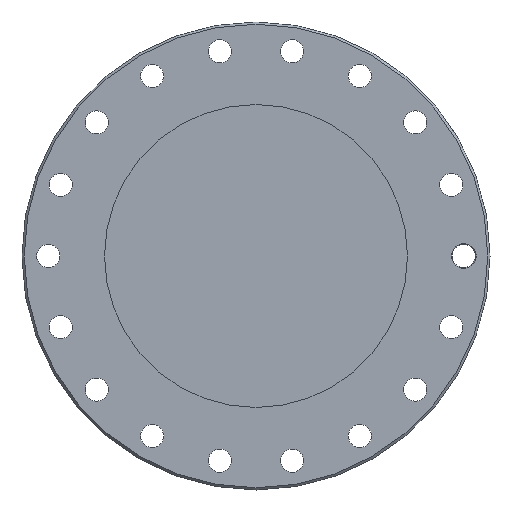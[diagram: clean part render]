
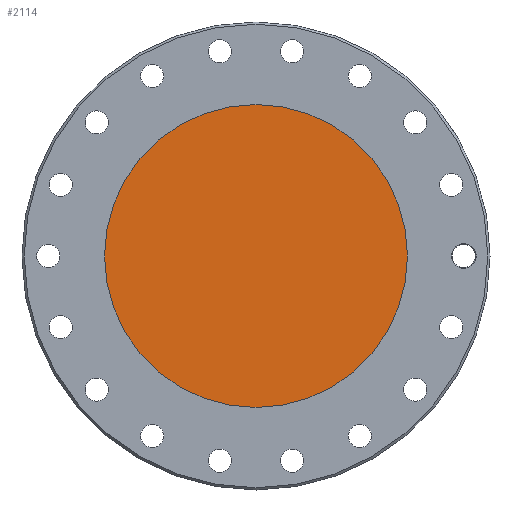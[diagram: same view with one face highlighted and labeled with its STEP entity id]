
A CAD part, front view. The second image highlights one B-rep face of the part: STEP entity #2114.
In plain terms, the highlighted planar face has unit normal (0, -1, 0).
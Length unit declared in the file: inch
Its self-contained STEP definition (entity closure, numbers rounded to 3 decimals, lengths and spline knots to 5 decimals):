
#171 = CIRCLE ( 'NONE', #2322, 2.175 ) ;
#231 = DIRECTION ( 'NONE',  ( 0., -1., 0. ) ) ;
#307 = EDGE_CURVE ( 'NONE', #1526, #1398, #171, .T. ) ;
#371 = FACE_OUTER_BOUND ( 'NONE', #1464, .T. ) ;
#433 = DIRECTION ( 'NONE',  ( 0., -1., 0. ) ) ;
#441 = CARTESIAN_POINT ( 'NONE',  ( 0., 0.077, 2.175 ) ) ;
#564 = CIRCLE ( 'NONE', #1148, 2.175 ) ;
#666 = CARTESIAN_POINT ( 'NONE',  ( 0., 0.077, 0. ) ) ;
#702 = CARTESIAN_POINT ( 'NONE',  ( 0., 0.077, -2.175 ) ) ;
#762 = AXIS2_PLACEMENT_3D ( 'NONE', #2445, #433, #1689 ) ;
#1064 = DIRECTION ( 'NONE',  ( 0., 0., -1. ) ) ;
#1082 = DIRECTION ( 'NONE',  ( 0., 0., -1. ) ) ;
#1084 = PLANE ( 'NONE',  #762 ) ;
#1148 = AXIS2_PLACEMENT_3D ( 'NONE', #666, #231, #1082 ) ;
#1160 = EDGE_CURVE ( 'NONE', #1398, #1526, #564, .T. ) ;
#1398 = VERTEX_POINT ( 'NONE', #702 ) ;
#1432 = ORIENTED_EDGE ( 'NONE', *, *, #307, .T. ) ;
#1464 = EDGE_LOOP ( 'NONE', ( #2027, #1432 ) ) ;
#1526 = VERTEX_POINT ( 'NONE', #441 ) ;
#1689 = DIRECTION ( 'NONE',  ( 0.547, 0., -0.837 ) ) ;
#1747 = CARTESIAN_POINT ( 'NONE',  ( 0., 0.077, 0. ) ) ;
#2027 = ORIENTED_EDGE ( 'NONE', *, *, #1160, .T. ) ;
#2114 = ADVANCED_FACE ( 'NONE', ( #371 ), #1084, .T. ) ;
#2322 = AXIS2_PLACEMENT_3D ( 'NONE', #1747, #2588, #1064 ) ;
#2445 = CARTESIAN_POINT ( 'NONE',  ( 0., 0.077, 0. ) ) ;
#2588 = DIRECTION ( 'NONE',  ( 0., -1., 0. ) ) ;
